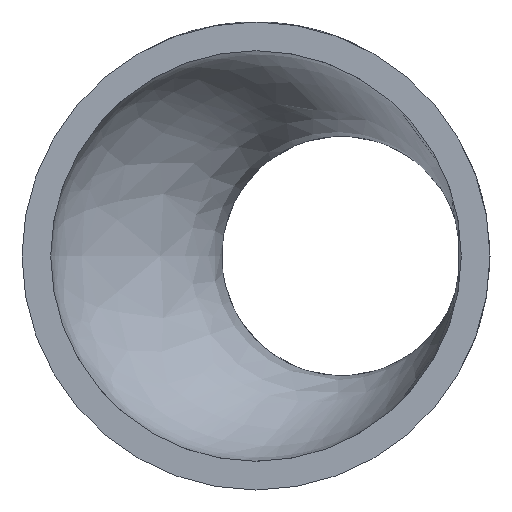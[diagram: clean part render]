
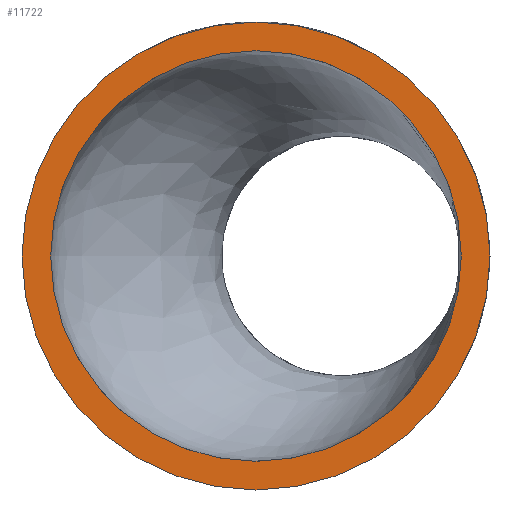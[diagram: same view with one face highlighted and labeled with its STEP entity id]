
A CAD part, left-side view. The second image highlights one B-rep face of the part: STEP entity #11722.
In plain terms, the highlighted planar face has unit normal (-1, 0, 0).
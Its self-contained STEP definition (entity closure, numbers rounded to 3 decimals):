
#48 = EDGE_CURVE ( 'NONE', #3299, #3299, #3928, .T. ) ;
#75 = EDGE_LOOP ( 'NONE', ( #9581 ) ) ;
#158 = DIRECTION ( 'NONE',  ( 0., 0., 1. ) ) ;
#752 = DIRECTION ( 'NONE',  ( -1., 0., 0. ) ) ;
#901 = EDGE_LOOP ( 'NONE', ( #9494 ) ) ;
#3299 = VERTEX_POINT ( 'NONE', #6781 ) ;
#3543 = CARTESIAN_POINT ( 'NONE',  ( 0., 0., 0. ) ) ;
#3788 = DIRECTION ( 'NONE',  ( 0., 0., 1. ) ) ;
#3928 = CIRCLE ( 'NONE', #9612, 21.2 ) ;
#4191 = AXIS2_PLACEMENT_3D ( 'NONE', #6855, #7956, #10083 ) ;
#4596 = DIRECTION ( 'NONE',  ( -1., 0., 0. ) ) ;
#4828 = PLANE ( 'NONE',  #4191 ) ;
#5900 = FACE_OUTER_BOUND ( 'NONE', #901, .T. ) ;
#6781 = CARTESIAN_POINT ( 'NONE',  ( 0., 0., 21.2 ) ) ;
#6855 = CARTESIAN_POINT ( 'NONE',  ( 0., 0., 0. ) ) ;
#6925 = CIRCLE ( 'NONE', #10438, 18.6 ) ;
#7532 = EDGE_CURVE ( 'NONE', #7881, #7881, #6925, .T. ) ;
#7744 = CARTESIAN_POINT ( 'NONE',  ( 0., 0., 18.6 ) ) ;
#7881 = VERTEX_POINT ( 'NONE', #7744 ) ;
#7956 = DIRECTION ( 'NONE',  ( -1., 0., 0. ) ) ;
#9494 = ORIENTED_EDGE ( 'NONE', *, *, #48, .T. ) ;
#9581 = ORIENTED_EDGE ( 'NONE', *, *, #7532, .F. ) ;
#9612 = AXIS2_PLACEMENT_3D ( 'NONE', #13178, #752, #3788 ) ;
#9945 = FACE_BOUND ( 'NONE', #75, .T. ) ;
#10083 = DIRECTION ( 'NONE',  ( 0., 0., 1. ) ) ;
#10438 = AXIS2_PLACEMENT_3D ( 'NONE', #3543, #4596, #158 ) ;
#11722 = ADVANCED_FACE ( 'NONE', ( #9945, #5900 ), #4828, .T. ) ;
#13178 = CARTESIAN_POINT ( 'NONE',  ( 0., 0., 0. ) ) ;
